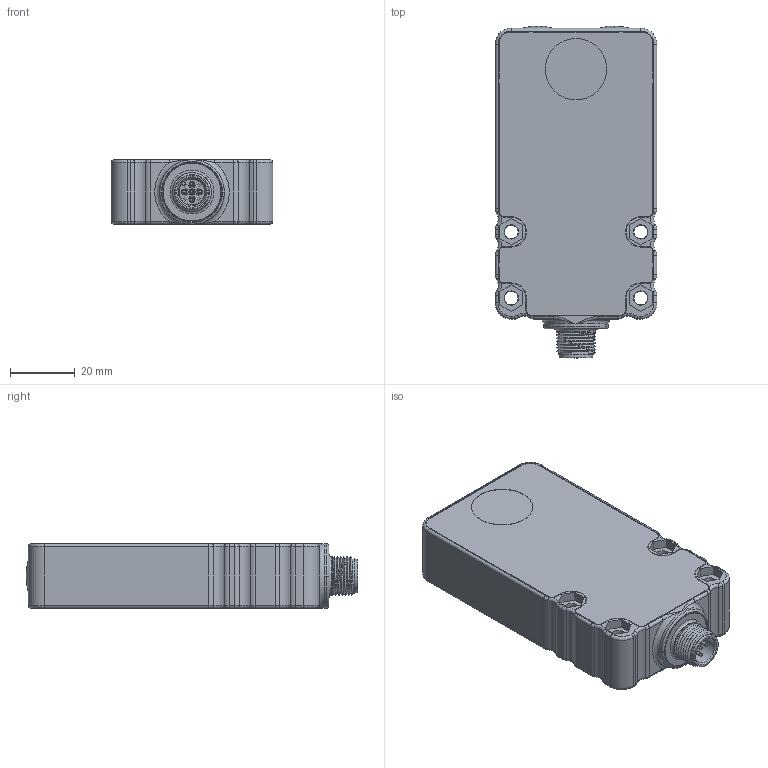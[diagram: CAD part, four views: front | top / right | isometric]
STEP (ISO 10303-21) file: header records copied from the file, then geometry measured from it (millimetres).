
FILE_DESCRIPTION((''),'2;1');
FILE_NAME('CAD0865_WTS10-105','2007-05-22T',('mflender'),(''),'PRO/ENGINEER BY PARAMETRIC TECHNOLOGY CORPORATION, 2006300','PRO/ENGINEER BY PARAMETRIC TECHNOLOGY CORPORATION, 2006300','');
FILE_SCHEMA(('CONFIG_CONTROL_DESIGN'));
Length unit declared in the file: millimetre
Products named in the file (1): CAD0865_WTS10-105
Bounding box: 50 x 102.7 x 20 mm (x, y, z)
Volume: 88343 mm3; surface area: 17561.2 mm2
Topology: 1 solids, 7 shells, 629 faces, 1625 edges, 1049 vertices
Faces by surface type: plane 285, cylinder 217, torus 62, cone 33, sphere 24, bspline 8
Entity records: 26469 total; most frequent: CARTESIAN_POINT 5888, DIRECTION 3480, ORIENTED_EDGE 3168, PRESENTATION_STYLE_ASSIGNMENT 1603, STYLED_ITEM 1603, CURVE_STYLE 1602, EDGE_CURVE 1584, AXIS2_PLACEMENT_3D 1316
